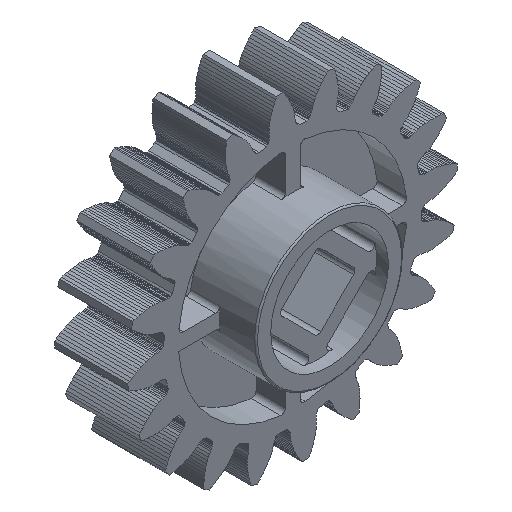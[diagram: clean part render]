
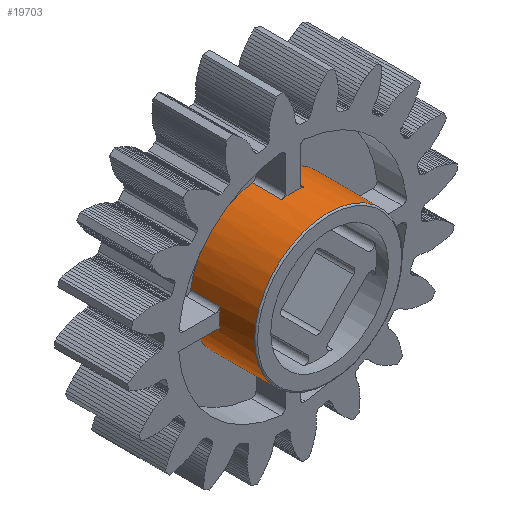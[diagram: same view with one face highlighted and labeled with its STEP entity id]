
A CAD part, isometric view. The second image highlights one B-rep face of the part: STEP entity #19703.
In plain terms, the highlighted cylindrical face has radius 5 mm (diameter 10 mm), a full revolution.
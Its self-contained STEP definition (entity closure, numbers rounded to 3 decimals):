
#960=LINE('',#27086,#3764);
#961=LINE('',#27089,#3765);
#962=LINE('',#27093,#3766);
#963=LINE('',#27097,#3767);
#964=LINE('',#27101,#3768);
#965=LINE('',#27105,#3769);
#966=LINE('',#27109,#3770);
#967=LINE('',#27113,#3771);
#968=LINE('',#27117,#3772);
#3764=VECTOR('',#21946,10.);
#3765=VECTOR('',#21949,5.);
#3766=VECTOR('',#21952,10.);
#3767=VECTOR('',#21955,10.);
#3768=VECTOR('',#21958,10.);
#3769=VECTOR('',#21961,10.);
#3770=VECTOR('',#21964,10.);
#3771=VECTOR('',#21967,10.);
#3772=VECTOR('',#21970,10.);
#6560=CYLINDRICAL_SURFACE('',#20741,5.);
#6627=FACE_OUTER_BOUND('',#7624,.T.);
#7624=EDGE_LOOP('',(#13788,#13789,#13790,#13791,#13792,#13793,#13794,#13795,
#13796,#13797,#13798,#13799,#13800,#13801,#13802,#13803,#13804,#13805,#13806,
#13807,#13808,#13809));
#8639=CIRCLE('',#20737,5.);
#8640=CIRCLE('',#20738,5.);
#8641=CIRCLE('',#20739,5.);
#8643=CIRCLE('',#20742,5.);
#8644=CIRCLE('',#20743,5.);
#8645=CIRCLE('',#20744,5.);
#8646=CIRCLE('',#20745,5.);
#8647=CIRCLE('',#20746,5.);
#8648=CIRCLE('',#20747,5.);
#8649=CIRCLE('',#20748,5.);
#8650=CIRCLE('',#20749,5.);
#8651=CIRCLE('',#20750,5.);
#8816=VERTEX_POINT('',#27075);
#8817=VERTEX_POINT('',#27077);
#8818=VERTEX_POINT('',#27079);
#8819=VERTEX_POINT('',#27084);
#8820=VERTEX_POINT('',#27085);
#8821=VERTEX_POINT('',#27087);
#8822=VERTEX_POINT('',#27090);
#8823=VERTEX_POINT('',#27092);
#8824=VERTEX_POINT('',#27094);
#8825=VERTEX_POINT('',#27096);
#8826=VERTEX_POINT('',#27098);
#8827=VERTEX_POINT('',#27100);
#8828=VERTEX_POINT('',#27102);
#8829=VERTEX_POINT('',#27104);
#8830=VERTEX_POINT('',#27106);
#8831=VERTEX_POINT('',#27108);
#8832=VERTEX_POINT('',#27110);
#8833=VERTEX_POINT('',#27112);
#8834=VERTEX_POINT('',#27114);
#8835=VERTEX_POINT('',#27116);
#10802=EDGE_CURVE('',#8816,#8817,#8639,.T.);
#10803=EDGE_CURVE('',#8817,#8818,#8640,.T.);
#10804=EDGE_CURVE('',#8818,#8816,#8641,.T.);
#10806=EDGE_CURVE('',#8819,#8820,#960,.T.);
#10807=EDGE_CURVE('',#8819,#8821,#8643,.T.);
#10808=EDGE_CURVE('',#8821,#8818,#961,.T.);
#10809=EDGE_CURVE('',#8821,#8822,#8644,.T.);
#10810=EDGE_CURVE('',#8823,#8822,#962,.T.);
#10811=EDGE_CURVE('',#8823,#8824,#8645,.T.);
#10812=EDGE_CURVE('',#8825,#8824,#963,.T.);
#10813=EDGE_CURVE('',#8825,#8826,#8646,.T.);
#10814=EDGE_CURVE('',#8827,#8826,#964,.T.);
#10815=EDGE_CURVE('',#8827,#8828,#8647,.T.);
#10816=EDGE_CURVE('',#8829,#8828,#965,.T.);
#10817=EDGE_CURVE('',#8829,#8830,#8648,.T.);
#10818=EDGE_CURVE('',#8831,#8830,#966,.T.);
#10819=EDGE_CURVE('',#8831,#8832,#8649,.T.);
#10820=EDGE_CURVE('',#8833,#8832,#967,.T.);
#10821=EDGE_CURVE('',#8833,#8834,#8650,.T.);
#10822=EDGE_CURVE('',#8835,#8834,#968,.T.);
#10823=EDGE_CURVE('',#8835,#8820,#8651,.T.);
#13788=ORIENTED_EDGE('',*,*,#10806,.F.);
#13789=ORIENTED_EDGE('',*,*,#10807,.T.);
#13790=ORIENTED_EDGE('',*,*,#10808,.T.);
#13791=ORIENTED_EDGE('',*,*,#10803,.F.);
#13792=ORIENTED_EDGE('',*,*,#10802,.F.);
#13793=ORIENTED_EDGE('',*,*,#10804,.F.);
#13794=ORIENTED_EDGE('',*,*,#10808,.F.);
#13795=ORIENTED_EDGE('',*,*,#10809,.T.);
#13796=ORIENTED_EDGE('',*,*,#10810,.F.);
#13797=ORIENTED_EDGE('',*,*,#10811,.T.);
#13798=ORIENTED_EDGE('',*,*,#10812,.F.);
#13799=ORIENTED_EDGE('',*,*,#10813,.T.);
#13800=ORIENTED_EDGE('',*,*,#10814,.F.);
#13801=ORIENTED_EDGE('',*,*,#10815,.T.);
#13802=ORIENTED_EDGE('',*,*,#10816,.F.);
#13803=ORIENTED_EDGE('',*,*,#10817,.T.);
#13804=ORIENTED_EDGE('',*,*,#10818,.F.);
#13805=ORIENTED_EDGE('',*,*,#10819,.T.);
#13806=ORIENTED_EDGE('',*,*,#10820,.F.);
#13807=ORIENTED_EDGE('',*,*,#10821,.T.);
#13808=ORIENTED_EDGE('',*,*,#10822,.F.);
#13809=ORIENTED_EDGE('',*,*,#10823,.T.);
#19703=ADVANCED_FACE('',(#6627),#6560,.T.);
#20737=AXIS2_PLACEMENT_3D('',#27078,#21936,#21937);
#20738=AXIS2_PLACEMENT_3D('',#27080,#21938,#21939);
#20739=AXIS2_PLACEMENT_3D('',#27081,#21940,#21941);
#20741=AXIS2_PLACEMENT_3D('',#27083,#21944,#21945);
#20742=AXIS2_PLACEMENT_3D('',#27088,#21947,#21948);
#20743=AXIS2_PLACEMENT_3D('',#27091,#21950,#21951);
#20744=AXIS2_PLACEMENT_3D('',#27095,#21953,#21954);
#20745=AXIS2_PLACEMENT_3D('',#27099,#21956,#21957);
#20746=AXIS2_PLACEMENT_3D('',#27103,#21959,#21960);
#20747=AXIS2_PLACEMENT_3D('',#27107,#21962,#21963);
#20748=AXIS2_PLACEMENT_3D('',#27111,#21965,#21966);
#20749=AXIS2_PLACEMENT_3D('',#27115,#21968,#21969);
#20750=AXIS2_PLACEMENT_3D('',#27118,#21971,#21972);
#21936=DIRECTION('center_axis',(0.,-1.,0.));
#21937=DIRECTION('ref_axis',(1.,0.,0.));
#21938=DIRECTION('center_axis',(0.,-1.,0.));
#21939=DIRECTION('ref_axis',(1.,0.,0.));
#21940=DIRECTION('center_axis',(0.,-1.,0.));
#21941=DIRECTION('ref_axis',(1.,0.,0.));
#21944=DIRECTION('center_axis',(0.,1.,0.));
#21945=DIRECTION('ref_axis',(-1.,0.,0.));
#21946=DIRECTION('',(0.,1.,0.));
#21947=DIRECTION('center_axis',(0.,-1.,0.));
#21948=DIRECTION('ref_axis',(-1.,0.,0.));
#21949=DIRECTION('',(0.,-1.,0.));
#21950=DIRECTION('center_axis',(0.,-1.,0.));
#21951=DIRECTION('ref_axis',(-1.,0.,0.));
#21952=DIRECTION('',(0.,-1.,0.));
#21953=DIRECTION('center_axis',(0.,-1.,0.));
#21954=DIRECTION('ref_axis',(-1.,0.,0.));
#21955=DIRECTION('',(0.,1.,0.));
#21956=DIRECTION('center_axis',(0.,-1.,0.));
#21957=DIRECTION('ref_axis',(-1.,0.,0.));
#21958=DIRECTION('',(0.,-1.,0.));
#21959=DIRECTION('center_axis',(0.,-1.,0.));
#21960=DIRECTION('ref_axis',(-1.,0.,0.));
#21961=DIRECTION('',(0.,1.,0.));
#21962=DIRECTION('center_axis',(0.,-1.,0.));
#21963=DIRECTION('ref_axis',(-1.,0.,0.));
#21964=DIRECTION('',(0.,-1.,0.));
#21965=DIRECTION('center_axis',(0.,-1.,0.));
#21966=DIRECTION('ref_axis',(-1.,0.,0.));
#21967=DIRECTION('',(0.,1.,0.));
#21968=DIRECTION('center_axis',(0.,-1.,0.));
#21969=DIRECTION('ref_axis',(-1.,0.,0.));
#21970=DIRECTION('',(0.,-1.,0.));
#21971=DIRECTION('center_axis',(0.,-1.,0.));
#21972=DIRECTION('ref_axis',(-1.,0.,0.));
#27075=CARTESIAN_POINT('',(-7.059,3.009,5.));
#27077=CARTESIAN_POINT('',(-12.059,3.009,0.));
#27078=CARTESIAN_POINT('Origin',(-7.059,3.009,0.));
#27079=CARTESIAN_POINT('',(-2.059,3.009,0.));
#27080=CARTESIAN_POINT('Origin',(-7.059,3.009,0.));
#27081=CARTESIAN_POINT('Origin',(-7.059,3.009,0.));
#27083=CARTESIAN_POINT('Origin',(-7.059,7.909,0.));
#27084=CARTESIAN_POINT('',(-2.116,5.409,-0.755));
#27085=CARTESIAN_POINT('',(-2.116,7.409,-0.755));
#27086=CARTESIAN_POINT('',(-2.116,7.909,-0.755));
#27087=CARTESIAN_POINT('',(-2.059,5.409,0.));
#27088=CARTESIAN_POINT('Origin',(-7.059,5.409,0.));
#27089=CARTESIAN_POINT('',(-2.059,7.909,0.));
#27090=CARTESIAN_POINT('',(-2.116,5.409,0.755));
#27091=CARTESIAN_POINT('Origin',(-7.059,5.409,0.));
#27092=CARTESIAN_POINT('',(-2.116,7.409,0.755));
#27093=CARTESIAN_POINT('',(-2.116,7.909,0.755));
#27094=CARTESIAN_POINT('',(-6.304,7.409,4.943));
#27095=CARTESIAN_POINT('Origin',(-7.059,7.409,0.));
#27096=CARTESIAN_POINT('',(-6.304,5.409,4.943));
#27097=CARTESIAN_POINT('',(-6.304,7.909,4.943));
#27098=CARTESIAN_POINT('',(-7.814,5.409,4.943));
#27099=CARTESIAN_POINT('Origin',(-7.059,5.409,0.));
#27100=CARTESIAN_POINT('',(-7.814,7.409,4.943));
#27101=CARTESIAN_POINT('',(-7.814,7.909,4.943));
#27102=CARTESIAN_POINT('',(-12.002,7.409,0.755));
#27103=CARTESIAN_POINT('Origin',(-7.059,7.409,0.));
#27104=CARTESIAN_POINT('',(-12.002,5.409,0.755));
#27105=CARTESIAN_POINT('',(-12.002,7.909,0.755));
#27106=CARTESIAN_POINT('',(-12.002,5.409,-0.755));
#27107=CARTESIAN_POINT('Origin',(-7.059,5.409,0.));
#27108=CARTESIAN_POINT('',(-12.002,7.409,-0.755));
#27109=CARTESIAN_POINT('',(-12.002,7.909,-0.755));
#27110=CARTESIAN_POINT('',(-7.814,7.409,-4.943));
#27111=CARTESIAN_POINT('Origin',(-7.059,7.409,0.));
#27112=CARTESIAN_POINT('',(-7.814,5.409,-4.943));
#27113=CARTESIAN_POINT('',(-7.814,7.909,-4.943));
#27114=CARTESIAN_POINT('',(-6.304,5.409,-4.943));
#27115=CARTESIAN_POINT('Origin',(-7.059,5.409,0.));
#27116=CARTESIAN_POINT('',(-6.304,7.409,-4.943));
#27117=CARTESIAN_POINT('',(-6.304,7.909,-4.943));
#27118=CARTESIAN_POINT('Origin',(-7.059,7.409,0.));
